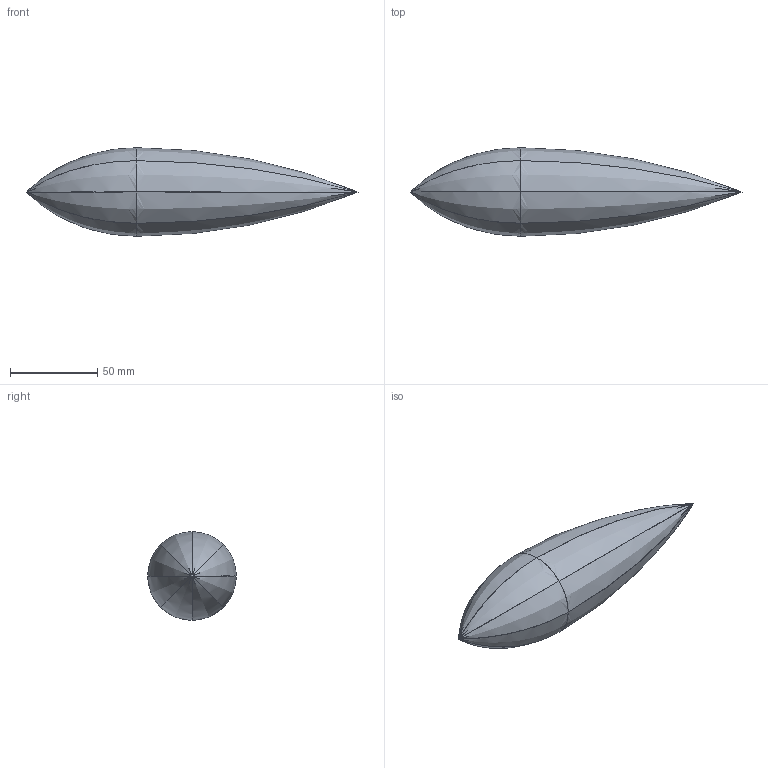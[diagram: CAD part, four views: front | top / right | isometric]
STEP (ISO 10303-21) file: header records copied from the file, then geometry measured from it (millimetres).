
FILE_DESCRIPTION(('FreeCAD Model'),'2;1');
FILE_NAME('Open CASCADE Shape Model','2021-04-24T22:49:50',('Author'),( ''),'Open CASCADE STEP processor 7.5','FreeCAD','Unknown');
FILE_SCHEMA(('AUTOMOTIVE_DESIGN { 1 0 10303 214 1 1 1 1 }'));
Length unit declared in the file: millimetre
Products named in the file (1): DoubleOgive
Bounding box: 190.5 x 50.8 x 50.8 mm (x, y, z)
Surface area: 21248.7 mm2 (no closed solid volume)
Topology: 0 solids, 16 shells, 16 faces, 64 edges, 48 vertices
Faces by surface type: bspline 16
Entity records: 15315 total; most frequent: CARTESIAN_POINT 14705, B_SPLINE_CURVE_WITH_KNOTS 80, ORIENTED_EDGE 48, EDGE_CURVE 48, VERTEX_POINT 48, SURFACE_CURVE 48, PCURVE 48, DEFINITIONAL_REPRESENTATION 48
